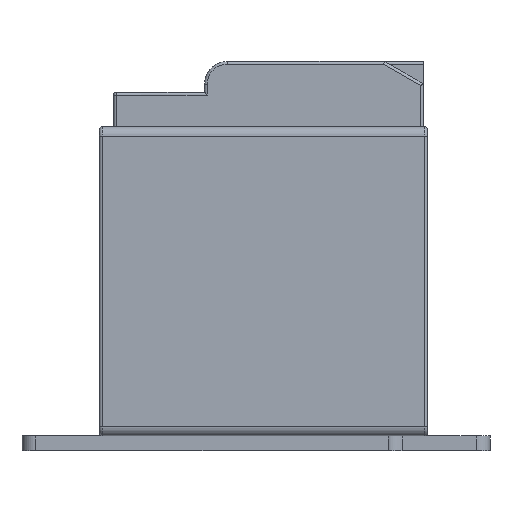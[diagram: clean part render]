
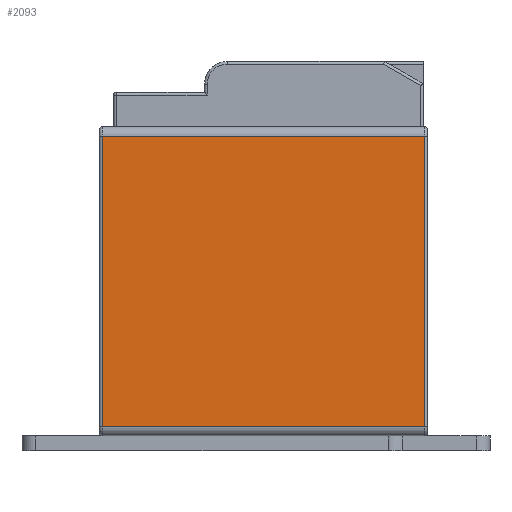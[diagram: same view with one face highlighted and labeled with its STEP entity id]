
A CAD part, left-side view. The second image highlights one B-rep face of the part: STEP entity #2093.
In plain terms, the highlighted planar face has unit normal (-1, 0, 0).
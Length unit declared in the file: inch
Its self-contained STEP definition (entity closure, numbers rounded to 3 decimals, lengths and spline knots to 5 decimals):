
#436 = AXIS2_PLACEMENT_3D ( 'NONE', #4493, #864, #7181 ) ;
#864 = DIRECTION ( 'NONE',  ( 1., 0., 0. ) ) ;
#1151 = CARTESIAN_POINT ( 'NONE',  ( -1.6675, -1.78, -1.9325 ) ) ;
#1533 = DIRECTION ( 'NONE',  ( 0., 0., 1. ) ) ;
#1794 = LINE ( 'NONE', #1151, #2351 ) ;
#2093 = ADVANCED_FACE ( 'NONE', ( #6318 ), #6291, .F. ) ;
#2351 = VECTOR ( 'NONE', #10100, 39.37008 ) ;
#2573 = EDGE_CURVE ( 'NONE', #11659, #9932, #8112, .T. ) ;
#2638 = VECTOR ( 'NONE', #10623, 39.37008 ) ;
#3059 = EDGE_CURVE ( 'NONE', #10862, #3630, #8850, .T. ) ;
#3222 = CARTESIAN_POINT ( 'NONE',  ( -1.6675, -1.75, -1.9325 ) ) ;
#3630 = VERTEX_POINT ( 'NONE', #4369 ) ;
#4369 = CARTESIAN_POINT ( 'NONE',  ( -1.6675, 1.75, -1.9325 ) ) ;
#4382 = CARTESIAN_POINT ( 'NONE',  ( -1.6675, 1.78, 1.2225 ) ) ;
#4493 = CARTESIAN_POINT ( 'NONE',  ( -1.6675, -1.78, -2.0325 ) ) ;
#4581 = ORIENTED_EDGE ( 'NONE', *, *, #3059, .T. ) ;
#4979 = ORIENTED_EDGE ( 'NONE', *, *, #2573, .T. ) ;
#5327 = CARTESIAN_POINT ( 'NONE',  ( -1.6675, -1.75, 1.2225 ) ) ;
#6184 = ORIENTED_EDGE ( 'NONE', *, *, #9319, .T. ) ;
#6198 = CARTESIAN_POINT ( 'NONE',  ( -1.6675, 1.75, -2.0325 ) ) ;
#6291 = PLANE ( 'NONE',  #436 ) ;
#6318 = FACE_OUTER_BOUND ( 'NONE', #6389, .T. ) ;
#6389 = EDGE_LOOP ( 'NONE', ( #7016, #4979, #6184, #4581 ) ) ;
#6741 = VECTOR ( 'NONE', #7980, 39.37008 ) ;
#7016 = ORIENTED_EDGE ( 'NONE', *, *, #7454, .T. ) ;
#7117 = LINE ( 'NONE', #4382, #2638 ) ;
#7181 = DIRECTION ( 'NONE',  ( 0., 0., -1. ) ) ;
#7454 = EDGE_CURVE ( 'NONE', #3630, #11659, #1794, .T. ) ;
#7980 = DIRECTION ( 'NONE',  ( 0., 0., -1. ) ) ;
#8112 = LINE ( 'NONE', #11371, #10479 ) ;
#8850 = LINE ( 'NONE', #6198, #6741 ) ;
#9195 = CARTESIAN_POINT ( 'NONE',  ( -1.6675, 1.75, 1.2225 ) ) ;
#9319 = EDGE_CURVE ( 'NONE', #9932, #10862, #7117, .T. ) ;
#9932 = VERTEX_POINT ( 'NONE', #5327 ) ;
#10100 = DIRECTION ( 'NONE',  ( 0., -1., 0. ) ) ;
#10479 = VECTOR ( 'NONE', #1533, 39.37008 ) ;
#10623 = DIRECTION ( 'NONE',  ( 0., 1., 0. ) ) ;
#10862 = VERTEX_POINT ( 'NONE', #9195 ) ;
#11371 = CARTESIAN_POINT ( 'NONE',  ( -1.6675, -1.75, -2.0325 ) ) ;
#11659 = VERTEX_POINT ( 'NONE', #3222 ) ;
